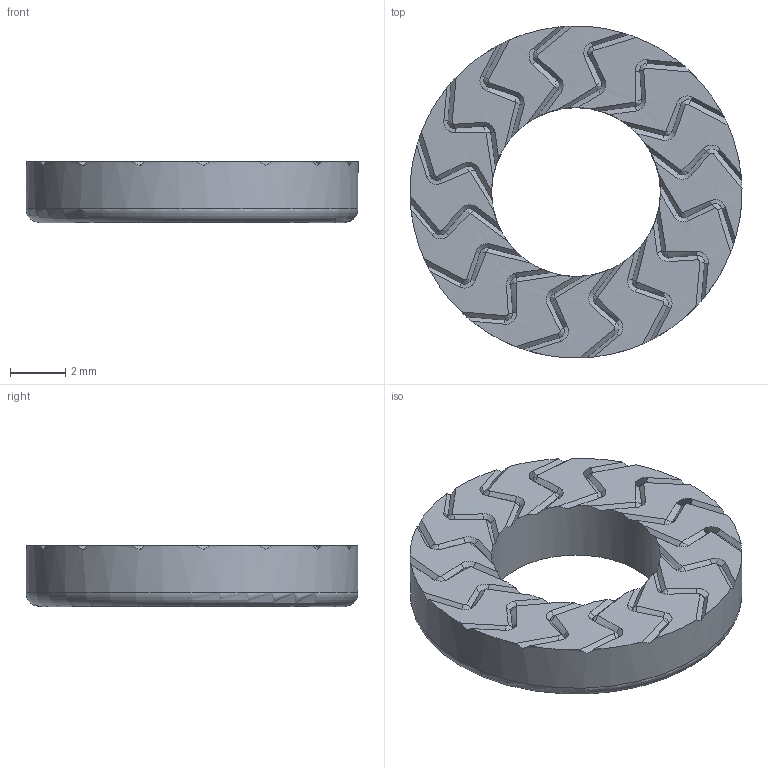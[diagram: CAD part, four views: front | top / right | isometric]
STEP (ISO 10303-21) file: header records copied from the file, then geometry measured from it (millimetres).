
FILE_DESCRIPTION(('STEP AP214'),'1');
FILE_NAME('076930_NSK E6_Muster_flach.stp','2019-10-29T12:19:03',(' '),(' '),'Spatial InterOp 3D',' ',' ');
FILE_SCHEMA(('AUTOMOTIVE_DESIGN { 1 0 10303 214 1 1 1 1 }'));
Length unit declared in the file: metre
Products named in the file (1): 1398677486
Bounding box: 12 x 12 x 2.21 mm (x, y, z)
Volume: 180.7 mm3; surface area: 290.3 mm2
Topology: 1 solids, 1 shells, 180 faces, 504 edges, 325 vertices
Faces by surface type: plane 113, bspline 64, cylinder 2, torus 1
Full cylindrical faces by diameter (mm): 6.1 x1, 12 x1
Entity records: 7983 total; most frequent: CARTESIAN_POINT 2571, ORIENTED_EDGE 998, DIRECTION 560, EDGE_CURVE 499, VERTEX_POINT 323, B_SPLINE_CURVE_WITH_KNOTS 272, AXIS2_PLACEMENT_3D 216, EDGE_LOOP 184
